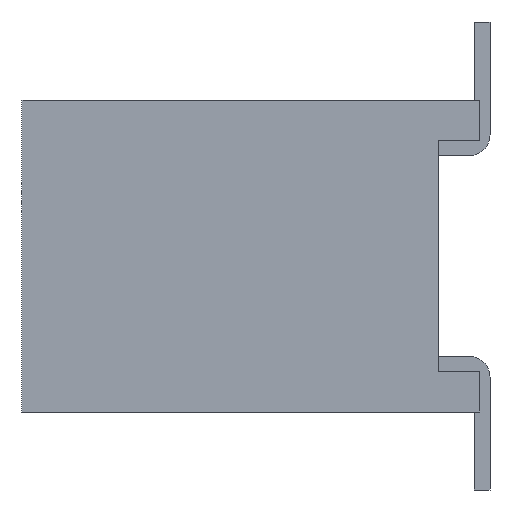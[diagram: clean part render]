
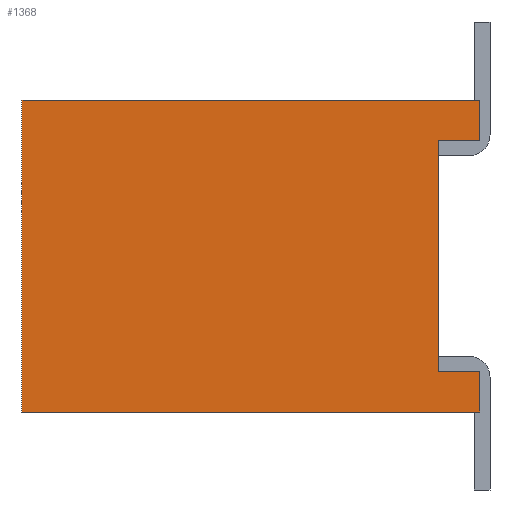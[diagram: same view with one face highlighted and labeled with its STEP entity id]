
A CAD part, left-side view. The second image highlights one B-rep face of the part: STEP entity #1368.
In plain terms, the highlighted planar face has unit normal (-1, 0, 0).
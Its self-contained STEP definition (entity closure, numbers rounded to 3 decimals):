
#1368 = ADVANCED_FACE( '', ( #2744 ), #2745, .F. );
#2744 = FACE_OUTER_BOUND( '', #4110, .T. );
#2745 = PLANE( '', #4111 );
#4110 = EDGE_LOOP( '', ( #8236, #8237, #8238, #8239, #8240, #8241, #8242, #8243 ) );
#4111 = AXIS2_PLACEMENT_3D( '', #8244, #8245, #8246 );
#8236 = ORIENTED_EDGE( '', *, *, #9759, .F. );
#8237 = ORIENTED_EDGE( '', *, *, #9267, .T. );
#8238 = ORIENTED_EDGE( '', *, *, #9692, .T. );
#8239 = ORIENTED_EDGE( '', *, *, #9673, .T. );
#8240 = ORIENTED_EDGE( '', *, *, #9910, .F. );
#8241 = ORIENTED_EDGE( '', *, *, #8516, .F. );
#8242 = ORIENTED_EDGE( '', *, *, #8982, .T. );
#8243 = ORIENTED_EDGE( '', *, *, #9939, .T. );
#8244 = CARTESIAN_POINT( '', ( -3.405, 3.9, -1.5 ) );
#8245 = DIRECTION( '', ( 1., 0., 0. ) );
#8246 = DIRECTION( '', ( 0., 0., -1. ) );
#8516 = EDGE_CURVE( '', #10306, #10308, #10309, .T. );
#8982 = EDGE_CURVE( '', #10306, #11090, #11092, .T. );
#9267 = EDGE_CURVE( '', #11528, #11526, #11529, .T. );
#9673 = EDGE_CURVE( '', #12084, #12082, #12085, .T. );
#9692 = EDGE_CURVE( '', #11526, #12084, #12108, .T. );
#9759 = EDGE_CURVE( '', #11528, #12185, #12186, .T. );
#9910 = EDGE_CURVE( '', #10308, #12082, #12349, .T. );
#9939 = EDGE_CURVE( '', #11090, #12185, #12380, .T. );
#10306 = VERTEX_POINT( '', #12854 );
#10308 = VERTEX_POINT( '', #12857 );
#10309 = LINE( '', #12858, #12859 );
#11090 = VERTEX_POINT( '', #13980 );
#11092 = LINE( '', #13983, #13984 );
#11526 = VERTEX_POINT( '', #14593 );
#11528 = VERTEX_POINT( '', #14596 );
#11529 = LINE( '', #14597, #14598 );
#12082 = VERTEX_POINT( '', #15406 );
#12084 = VERTEX_POINT( '', #15409 );
#12085 = LINE( '', #15410, #15411 );
#12108 = LINE( '', #15446, #15447 );
#12185 = VERTEX_POINT( '', #15564 );
#12186 = LINE( '', #15565, #15566 );
#12349 = LINE( '', #15802, #15803 );
#12380 = LINE( '', #15843, #15844 );
#12854 = CARTESIAN_POINT( '', ( -3.405, 4.4, -1.5 ) );
#12857 = CARTESIAN_POINT( '', ( -3.405, 4.4, 1.5 ) );
#12858 = CARTESIAN_POINT( '', ( -3.405, 4.4, 1.09 ) );
#12859 = VECTOR( '', #16123, 1000. );
#13980 = CARTESIAN_POINT( '', ( -3.405, 0., -1.5 ) );
#13983 = CARTESIAN_POINT( '', ( -3.405, 3.9, -1.5 ) );
#13984 = VECTOR( '', #16594, 1000. );
#14593 = CARTESIAN_POINT( '', ( -3.405, 0.4, 1.115 ) );
#14596 = CARTESIAN_POINT( '', ( -3.405, 0.4, -1.115 ) );
#14597 = CARTESIAN_POINT( '', ( -3.405, 0.4, -1.115 ) );
#14598 = VECTOR( '', #16912, 1000. );
#15406 = CARTESIAN_POINT( '', ( -3.405, 0., 1.5 ) );
#15409 = CARTESIAN_POINT( '', ( -3.405, 0., 1.115 ) );
#15410 = CARTESIAN_POINT( '', ( -3.405, 0., -1.5 ) );
#15411 = VECTOR( '', #17301, 1000. );
#15446 = CARTESIAN_POINT( '', ( -3.405, 0.4, 1.115 ) );
#15447 = VECTOR( '', #17314, 1000. );
#15564 = CARTESIAN_POINT( '', ( -3.405, 0., -1.115 ) );
#15565 = CARTESIAN_POINT( '', ( -3.405, 0.4, -1.115 ) );
#15566 = VECTOR( '', #17376, 1000. );
#15802 = CARTESIAN_POINT( '', ( -3.405, 3.9, 1.5 ) );
#15803 = VECTOR( '', #17468, 1000. );
#15843 = CARTESIAN_POINT( '', ( -3.405, 0., -1.5 ) );
#15844 = VECTOR( '', #17484, 1000. );
#16123 = DIRECTION( '', ( 0., 0., 1. ) );
#16594 = DIRECTION( '', ( 0., -1., 0. ) );
#16912 = DIRECTION( '', ( 0., 0., 1. ) );
#17301 = DIRECTION( '', ( 0., 0., 1. ) );
#17314 = DIRECTION( '', ( 0., -1., 0. ) );
#17376 = DIRECTION( '', ( 0., -1., 0. ) );
#17468 = DIRECTION( '', ( 0., -1., 0. ) );
#17484 = DIRECTION( '', ( 0., 0., 1. ) );
